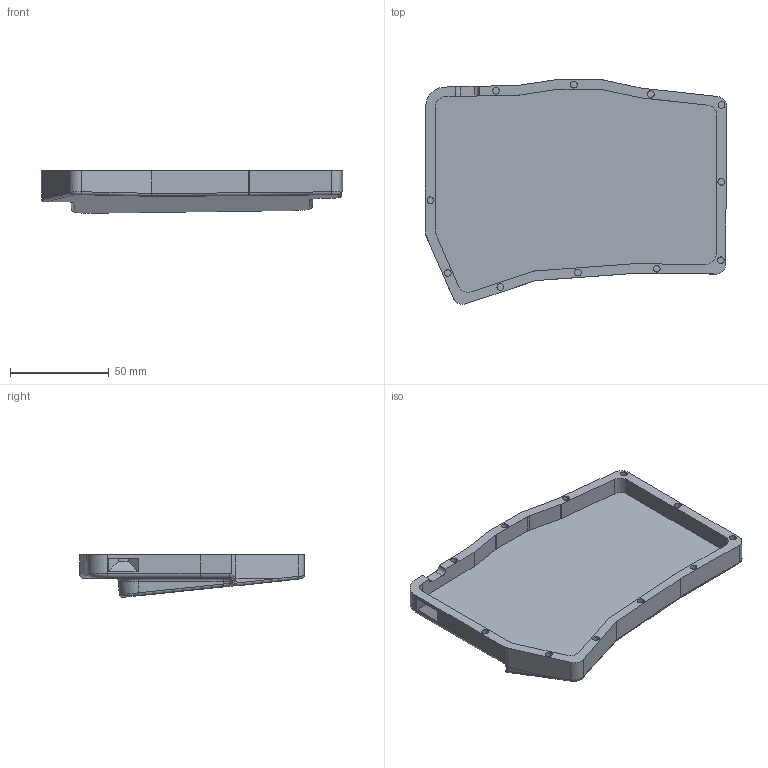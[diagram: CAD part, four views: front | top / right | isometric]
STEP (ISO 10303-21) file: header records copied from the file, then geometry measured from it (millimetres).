
FILE_DESCRIPTION(/* description */ ('STEP AP242','CAx-IF Rec.Pracs.---Representation and Presentation of Product Manufacturing Information (PMI)---4.0---2014-10-13','CAx-IF Rec.Pracs.---3D Tessellated Geometry---0.4---2014-09-14','2;1'),/* implementation_level */ '2;1');
FILE_NAME(/* name */ '6904db82a302ba29dfc8053d',/* time_stamp */ '2025-10-31T15:53:39Z',/* author */ (''),/* organization */ (''),/* preprocessor_version */ 'ST-DEVELOPER v20',/* originating_system */ 'ONSHAPE BY PTC INC, 1.205',/* authorisation */ ' ');
FILE_SCHEMA (('AP242_MANAGED_MODEL_BASED_3D_ENGINEERING_MIM_LF { 1 0 10303 442 1 1 4 }'));
Length unit declared in the file: metre
Products named in the file (1): Part 4
Bounding box: 152.82 x 113.95 x 21.55 mm (x, y, z)
Volume: 112820.8 mm3; surface area: 41932.1 mm2
Topology: 1 solids, 1 shells, 144 faces, 358 edges, 226 vertices
Faces by surface type: plane 47, cylinder 47, bspline 33, torus 11, cone 6
Full cylindrical faces by diameter (mm): 3.4 x11
Entity records: 4567 total; most frequent: CARTESIAN_POINT 1394, ORIENTED_EDGE 670, DIRECTION 621, EDGE_CURVE 335, AXIS2_PLACEMENT_3D 241, VERTEX_POINT 215, EDGE_LOOP 168, FACE_BOUND 168
